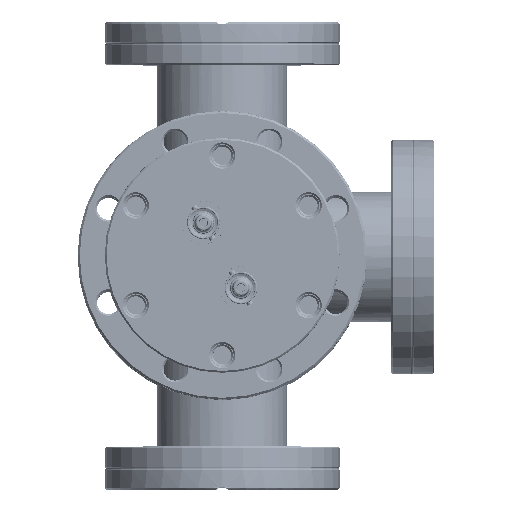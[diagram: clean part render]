
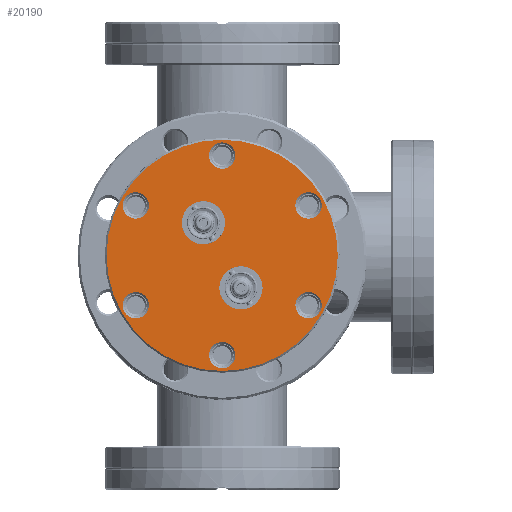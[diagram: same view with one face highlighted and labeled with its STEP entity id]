
A CAD part, top view. The second image highlights one B-rep face of the part: STEP entity #20190.
In plain terms, the highlighted face is planar.
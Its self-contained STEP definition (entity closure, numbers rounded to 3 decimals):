
#1040=FACE_BOUND('',#3760,.T.);
#1041=FACE_BOUND('',#3761,.T.);
#1042=FACE_BOUND('',#3762,.T.);
#1043=FACE_BOUND('',#3763,.T.);
#1044=FACE_BOUND('',#3764,.T.);
#1045=FACE_BOUND('',#3765,.T.);
#1046=FACE_BOUND('',#3766,.T.);
#1047=FACE_BOUND('',#3767,.T.);
#1756=PLANE('',#22692);
#2447=FACE_OUTER_BOUND('',#3759,.T.);
#3759=EDGE_LOOP('',(#15464));
#3760=EDGE_LOOP('',(#15465));
#3761=EDGE_LOOP('',(#15466));
#3762=EDGE_LOOP('',(#15467));
#3763=EDGE_LOOP('',(#15468));
#3764=EDGE_LOOP('',(#15469));
#3765=EDGE_LOOP('',(#15470));
#3766=EDGE_LOOP('',(#15471));
#3767=EDGE_LOOP('',(#15472));
#7560=CIRCLE('',#22693,34.036);
#7561=CIRCLE('',#22694,6.363);
#7562=CIRCLE('',#22695,6.363);
#7563=CIRCLE('',#22696,3.874);
#7564=CIRCLE('',#22697,3.874);
#7565=CIRCLE('',#22698,3.874);
#7566=CIRCLE('',#22699,3.874);
#7567=CIRCLE('',#22700,3.874);
#7568=CIRCLE('',#22701,3.874);
#8948=VERTEX_POINT('',#33840);
#8949=VERTEX_POINT('',#33842);
#8950=VERTEX_POINT('',#33844);
#8951=VERTEX_POINT('',#33846);
#8952=VERTEX_POINT('',#33848);
#8953=VERTEX_POINT('',#33850);
#8954=VERTEX_POINT('',#33852);
#8955=VERTEX_POINT('',#33854);
#8956=VERTEX_POINT('',#33856);
#11318=EDGE_CURVE('',#8948,#8948,#7560,.T.);
#11319=EDGE_CURVE('',#8949,#8949,#7561,.F.);
#11320=EDGE_CURVE('',#8950,#8950,#7562,.F.);
#11321=EDGE_CURVE('',#8951,#8951,#7563,.F.);
#11322=EDGE_CURVE('',#8952,#8952,#7564,.F.);
#11323=EDGE_CURVE('',#8953,#8953,#7565,.F.);
#11324=EDGE_CURVE('',#8954,#8954,#7566,.F.);
#11325=EDGE_CURVE('',#8955,#8955,#7567,.F.);
#11326=EDGE_CURVE('',#8956,#8956,#7568,.F.);
#15464=ORIENTED_EDGE('',*,*,#11318,.T.);
#15465=ORIENTED_EDGE('',*,*,#11319,.T.);
#15466=ORIENTED_EDGE('',*,*,#11320,.T.);
#15467=ORIENTED_EDGE('',*,*,#11321,.T.);
#15468=ORIENTED_EDGE('',*,*,#11322,.T.);
#15469=ORIENTED_EDGE('',*,*,#11323,.T.);
#15470=ORIENTED_EDGE('',*,*,#11324,.T.);
#15471=ORIENTED_EDGE('',*,*,#11325,.T.);
#15472=ORIENTED_EDGE('',*,*,#11326,.T.);
#20190=ADVANCED_FACE('',(#2447,#1040,#1041,#1042,#1043,#1044,#1045,#1046,
#1047),#1756,.T.);
#22692=AXIS2_PLACEMENT_3D('',#33839,#26823,#26824);
#22693=AXIS2_PLACEMENT_3D('',#33841,#26825,#26826);
#22694=AXIS2_PLACEMENT_3D('',#33843,#26827,#26828);
#22695=AXIS2_PLACEMENT_3D('',#33845,#26829,#26830);
#22696=AXIS2_PLACEMENT_3D('',#33847,#26831,#26832);
#22697=AXIS2_PLACEMENT_3D('',#33849,#26833,#26834);
#22698=AXIS2_PLACEMENT_3D('',#33851,#26835,#26836);
#22699=AXIS2_PLACEMENT_3D('',#33853,#26837,#26838);
#22700=AXIS2_PLACEMENT_3D('',#33855,#26839,#26840);
#22701=AXIS2_PLACEMENT_3D('',#33857,#26841,#26842);
#26823=DIRECTION('center_axis',(0.,0.,-1.));
#26824=DIRECTION('ref_axis',(0.,-1.,0.));
#26825=DIRECTION('center_axis',(0.,0.,-1.));
#26826=DIRECTION('ref_axis',(0.,-1.,0.));
#26827=DIRECTION('center_axis',(0.,0.,-1.));
#26828=DIRECTION('ref_axis',(0.,-1.,0.));
#26829=DIRECTION('center_axis',(0.,0.,-1.));
#26830=DIRECTION('ref_axis',(0.,-1.,0.));
#26831=DIRECTION('center_axis',(0.,0.,-1.));
#26832=DIRECTION('ref_axis',(0.,-1.,0.));
#26833=DIRECTION('center_axis',(0.,0.,-1.));
#26834=DIRECTION('ref_axis',(0.,-1.,0.));
#26835=DIRECTION('center_axis',(0.,0.,-1.));
#26836=DIRECTION('ref_axis',(0.,-1.,0.));
#26837=DIRECTION('center_axis',(0.,0.,-1.));
#26838=DIRECTION('ref_axis',(0.,-1.,0.));
#26839=DIRECTION('center_axis',(0.,0.,-1.));
#26840=DIRECTION('ref_axis',(0.,-1.,0.));
#26841=DIRECTION('center_axis',(0.,0.,-1.));
#26842=DIRECTION('ref_axis',(0.,-1.,0.));
#33839=CARTESIAN_POINT('Origin',(0.,0.,
-6.35));
#33840=CARTESIAN_POINT('',(0.,-34.036,-6.35));
#33841=CARTESIAN_POINT('Origin',(0.,0.,
-6.35));
#33842=CARTESIAN_POINT('',(11.049,-6.363,-6.35));
#33843=CARTESIAN_POINT('Origin',(11.049,0.,-6.35));
#33844=CARTESIAN_POINT('',(-11.049,-6.363,-6.35));
#33845=CARTESIAN_POINT('Origin',(-11.049,0.,-6.35));
#33846=CARTESIAN_POINT('',(-25.429,18.555,-6.35));
#33847=CARTESIAN_POINT('Origin',(-25.429,14.681,-6.35));
#33848=CARTESIAN_POINT('',(0.,33.236,-6.35));
#33849=CARTESIAN_POINT('Origin',(0.,29.362,-6.35));
#33850=CARTESIAN_POINT('',(25.429,18.555,-6.35));
#33851=CARTESIAN_POINT('Origin',(25.429,14.681,-6.35));
#33852=CARTESIAN_POINT('',(25.429,-10.808,-6.35));
#33853=CARTESIAN_POINT('Origin',(25.429,-14.681,-6.35));
#33854=CARTESIAN_POINT('',(0.,-25.489,-6.35));
#33855=CARTESIAN_POINT('Origin',(0.,-29.362,-6.35));
#33856=CARTESIAN_POINT('',(-25.429,-10.808,-6.35));
#33857=CARTESIAN_POINT('Origin',(-25.429,-14.681,-6.35));
